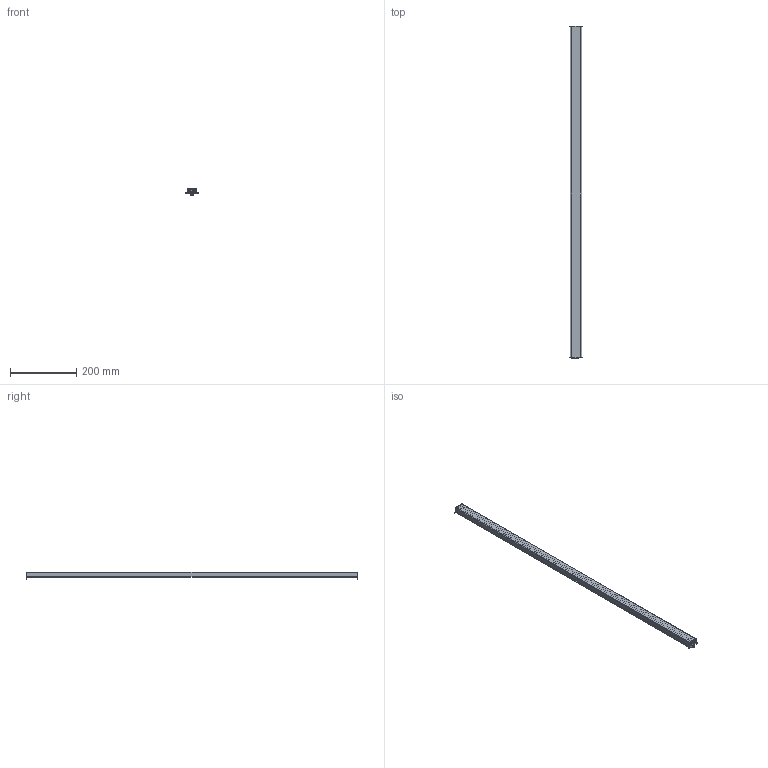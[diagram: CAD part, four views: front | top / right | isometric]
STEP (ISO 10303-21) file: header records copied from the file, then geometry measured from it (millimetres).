
FILE_DESCRIPTION((''),'2;1');
FILE_NAME('DM_UPR_ASSEMBLY_1000_ASM','2012-05-23T',('jschaeffne'),(''),'PRO/ENGINEER BY PARAMETRIC TECHNOLOGY CORPORATION, 2007250','PRO/ENGINEER BY PARAMETRIC TECHNOLOGY CORPORATION, 2007250','');
FILE_SCHEMA(('CONFIG_CONTROL_DESIGN'));
Length unit declared in the file: millimetre
Products named in the file (5): DM_UPR_INLAY_1000; DM_UPR_CONTACT_PROFILE_1000; UPR_PF_RAIL_1000; 04A0H2; DM_UPR_ASSEMBLY_1000_ASM
Assembly tree (9 placements, depth 2):
  DM_UPR_ASSEMBLY_1000_ASM
    DM_UPR_INLAY_1000
    DM_UPR_CONTACT_PROFILE_1000  x5
    UPR_PF_RAIL_1000
    04A0H2  x2
Bounding box: 37 x 1004.6 x 23.8 mm (x, y, z)
Volume: 251365.8 mm3; surface area: 338673.6 mm2
Topology: 9 solids, 9 shells, 1965 faces, 5411 edges, 3562 vertices
Faces by surface type: plane 1706, cylinder 203, cone 32, bspline 16, sphere 8
Entity records: 42167 total; most frequent: CARTESIAN_POINT 6669, ORIENTED_EDGE 5804, DIRECTION 5130, EDGE_CURVE 2902, PRESENTATION_STYLE_ASSIGNMENT 2830, STYLED_ITEM 2830, CURVE_STYLE 2827, VECTOR 2636
